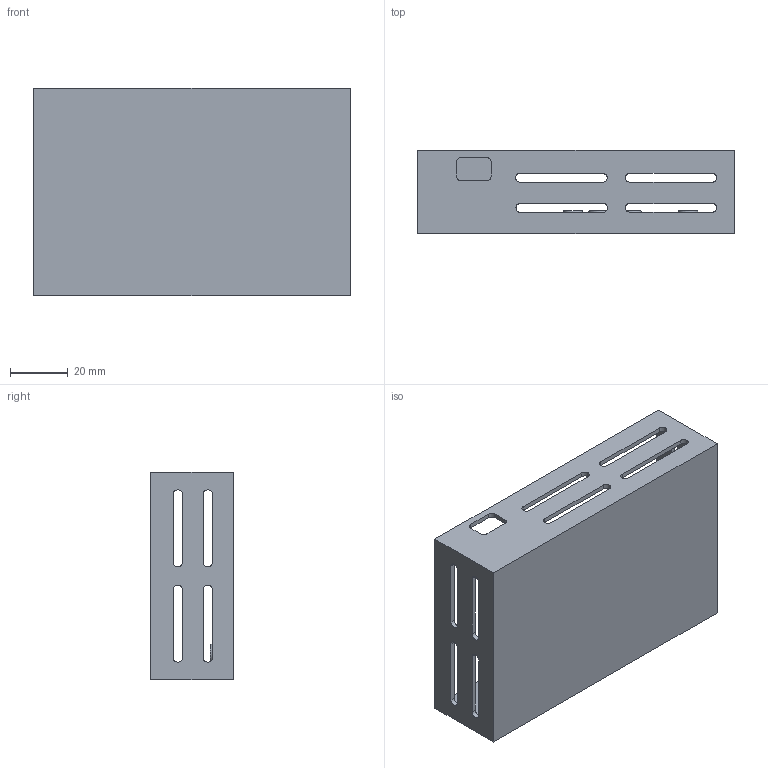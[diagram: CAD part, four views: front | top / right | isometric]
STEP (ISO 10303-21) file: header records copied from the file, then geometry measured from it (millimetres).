
FILE_DESCRIPTION(/* description */ (''),/* implementation_level */ '2;1');
FILE_NAME(/* name */ 'housing_plate.stp',/* time_stamp */ '2022-02-12T09:20:18+01:00',/* author */ ('Jan'),/* organization */ (''),/* preprocessor_version */ 'ST-DEVELOPER v17',/* originating_system */ 'Autodesk Inventor 2019',/* authorisation */ '');
FILE_SCHEMA (('AUTOMOTIVE_DESIGN { 1 0 10303 214 3 1 1 }'));
Length unit declared in the file: millimetre
Products named in the file (1): housing_plate
Bounding box: 110 x 28.8 x 72 mm (x, y, z)
Volume: 36920.6 mm3; surface area: 35316.9 mm2
Topology: 1 solids, 1 shells, 146 faces, 387 edges, 262 vertices
Faces by surface type: plane 86, cylinder 54, cone 6
Full cylindrical faces by diameter (mm): 3.5 x2, 4.4 x4, 4.6 x4
Entity records: 4690 total; most frequent: DIRECTION 813, CARTESIAN_POINT 796, ORIENTED_EDGE 774, EDGE_CURVE 387, AXIS2_PLACEMENT_3D 279, VERTEX_POINT 262, LINE 255, VECTOR 255
